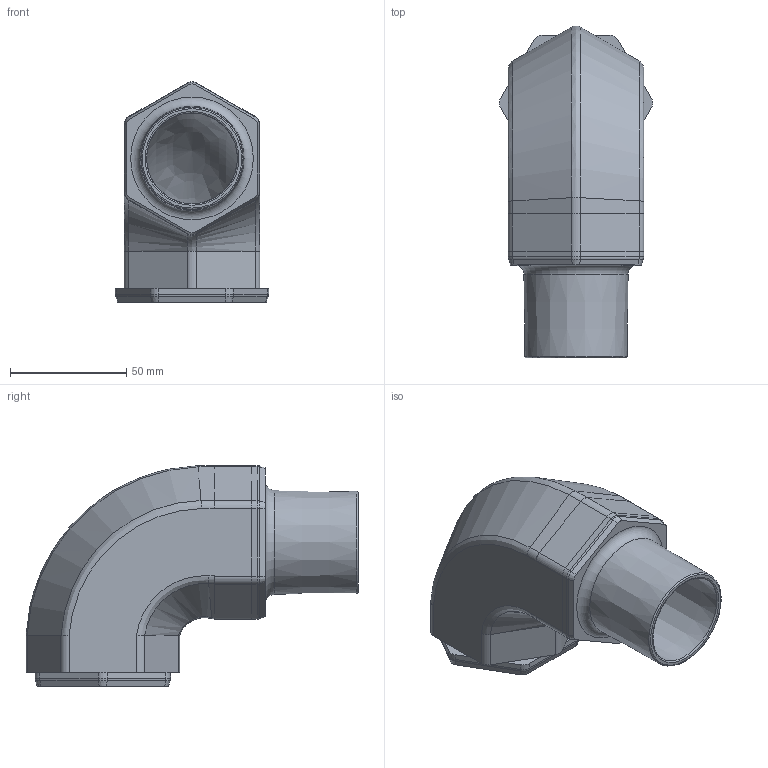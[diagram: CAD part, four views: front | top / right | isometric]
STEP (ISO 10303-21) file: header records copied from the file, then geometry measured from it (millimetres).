
FILE_DESCRIPTION(/* description */ (''),/* implementation_level */ '2;1');
FILE_NAME(/* name */ 'Chamber_Connector.step',/* time_stamp */ '2022-10-04T14:55:13+02:00',/* author */ (''),/* organization */ (''),/* preprocessor_version */ 'ST-DEVELOPER v19',/* originating_system */ 'Autodesk Translation Framework v11.7.0.108',/* authorisation */ '');
FILE_SCHEMA (('AUTOMOTIVE_DESIGN { 1 0 10303 214 3 1 1 }'));
Length unit declared in the file: millimetre
Products named in the file (3): Chamber_Connector; In_Chamber_Piece; 44mm_connector
Assembly tree (2 placements, depth 2):
  Chamber_Connector
    In_Chamber_Piece
    44mm_connector
Bounding box: 66.2 x 143.1 x 95.18 mm (x, y, z)
Volume: 181903 mm3; surface area: 71047.4 mm2
Topology: 3 solids, 3 shells, 260 faces, 671 edges, 426 vertices
Faces by surface type: cylinder 84, bspline 83, plane 67, cone 18, torus 8
Full cylindrical faces by diameter (mm): 39.2 x2, 41.934 x4, 46.864 x6
Entity records: 15984 total; most frequent: CARTESIAN_POINT 10139, ORIENTED_EDGE 1342, DIRECTION 994, EDGE_CURVE 671, VERTEX_POINT 426, AXIS2_PLACEMENT_3D 372, EDGE_LOOP 275, FACE_OUTER_BOUND 260
